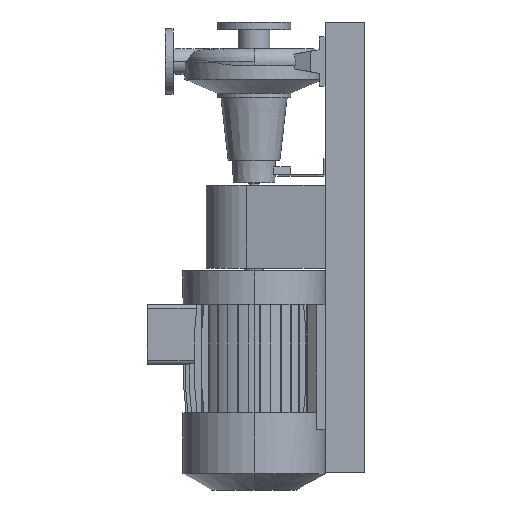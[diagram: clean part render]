
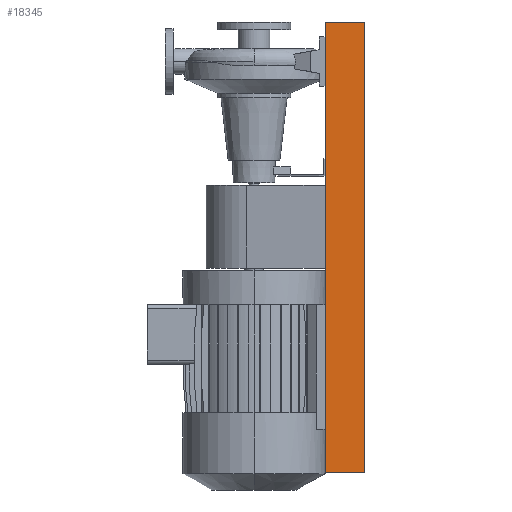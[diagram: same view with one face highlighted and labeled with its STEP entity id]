
A CAD part, left-side view. The second image highlights one B-rep face of the part: STEP entity #18345.
In plain terms, the highlighted planar face has unit normal (-1, 0, 0).
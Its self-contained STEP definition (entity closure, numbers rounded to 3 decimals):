
#139 = DIRECTION ( 'NONE',  ( 0., 0., 1. ) ) ;
#378 = DIRECTION ( 'NONE',  ( 0., -1., 0. ) ) ;
#1341 = DIRECTION ( 'NONE',  ( 0., 0., 1. ) ) ;
#1364 = DIRECTION ( 'NONE',  ( -1., 0., 0. ) ) ;
#2753 = ORIENTED_EDGE ( 'NONE', *, *, #15919, .T. ) ;
#2992 = VERTEX_POINT ( 'NONE', #6480 ) ;
#3353 = EDGE_CURVE ( 'NONE', #3475, #13821, #18514, .T. ) ;
#3475 = VERTEX_POINT ( 'NONE', #17274 ) ;
#4221 = DIRECTION ( 'NONE',  ( 0., 0., 1. ) ) ;
#4608 = CARTESIAN_POINT ( 'NONE',  ( -175., 50., 570. ) ) ;
#6158 = ORIENTED_EDGE ( 'NONE', *, *, #3353, .F. ) ;
#6480 = CARTESIAN_POINT ( 'NONE',  ( -175., -50., 570. ) ) ;
#8502 = VERTEX_POINT ( 'NONE', #18834 ) ;
#9109 = CARTESIAN_POINT ( 'NONE',  ( -175., 50., -570. ) ) ;
#9164 = VECTOR ( 'NONE', #16522, 1000. ) ;
#9228 = EDGE_CURVE ( 'NONE', #13821, #2992, #13163, .T. ) ;
#9994 = CARTESIAN_POINT ( 'NONE',  ( -175., -50., 570. ) ) ;
#11062 = EDGE_LOOP ( 'NONE', ( #13978, #6158, #2753, #12483 ) ) ;
#11595 = VECTOR ( 'NONE', #378, 1000. ) ;
#11657 = CARTESIAN_POINT ( 'NONE',  ( -175., -50., -570. ) ) ;
#11957 = VECTOR ( 'NONE', #1341, 1000. ) ;
#12483 = ORIENTED_EDGE ( 'NONE', *, *, #18575, .T. ) ;
#13163 = LINE ( 'NONE', #9994, #9164 ) ;
#13821 = VERTEX_POINT ( 'NONE', #4608 ) ;
#13978 = ORIENTED_EDGE ( 'NONE', *, *, #9228, .F. ) ;
#14128 = FACE_OUTER_BOUND ( 'NONE', #11062, .T. ) ;
#14362 = CARTESIAN_POINT ( 'NONE',  ( -175., -50., -570. ) ) ;
#15919 = EDGE_CURVE ( 'NONE', #3475, #8502, #18969, .T. ) ;
#16182 = AXIS2_PLACEMENT_3D ( 'NONE', #16779, #1364, #139 ) ;
#16196 = VECTOR ( 'NONE', #4221, 1000. ) ;
#16522 = DIRECTION ( 'NONE',  ( 0., -1., 0. ) ) ;
#16779 = CARTESIAN_POINT ( 'NONE',  ( -175., -50., -570. ) ) ;
#16889 = PLANE ( 'NONE',  #16182 ) ;
#17274 = CARTESIAN_POINT ( 'NONE',  ( -175., 50., -570. ) ) ;
#18093 = LINE ( 'NONE', #11657, #16196 ) ;
#18345 = ADVANCED_FACE ( 'NONE', ( #14128 ), #16889, .T. ) ;
#18514 = LINE ( 'NONE', #9109, #11957 ) ;
#18575 = EDGE_CURVE ( 'NONE', #8502, #2992, #18093, .T. ) ;
#18834 = CARTESIAN_POINT ( 'NONE',  ( -175., -50., -570. ) ) ;
#18969 = LINE ( 'NONE', #14362, #11595 ) ;
